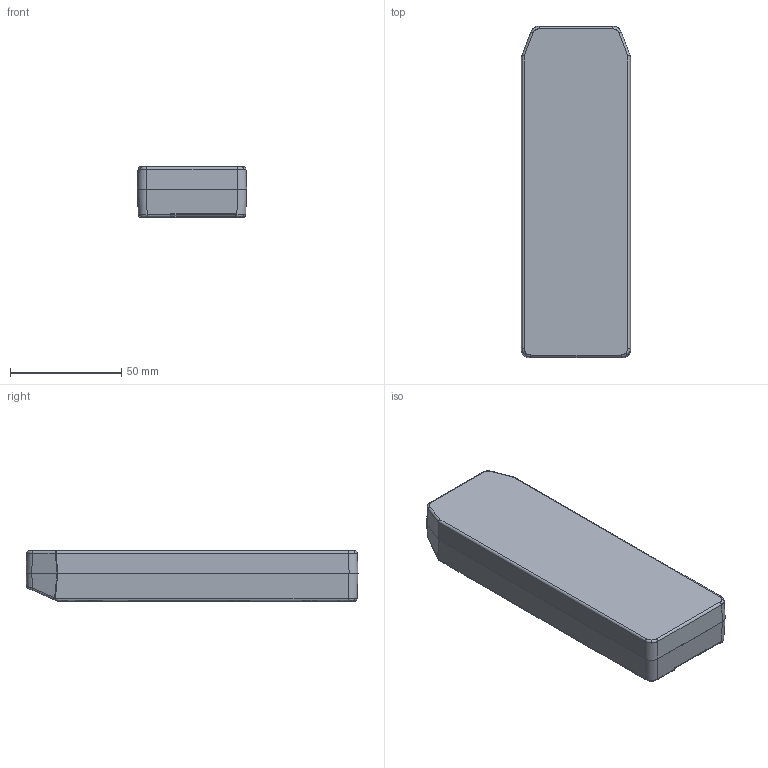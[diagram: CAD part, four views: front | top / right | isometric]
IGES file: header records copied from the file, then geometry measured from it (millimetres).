
Start section: SolidWorks IGES file using analytic representation for surfaces
Global section: file name: KMz 14.IGS; native system: SolidWorks 2008; preprocessor: SolidWorks 2008; author: user; date: 081102.133201; units: millimetre
Bounding box: 49.25 x 149.4 x 22.6 mm (x, y, z)
Surface area: 45552.2 mm2 (no closed solid volume)
Topology: 0 solids, 0 shells, 152 faces, 1078 edges, 1076 vertices
Faces by surface type: bspline 105, revolution 47
